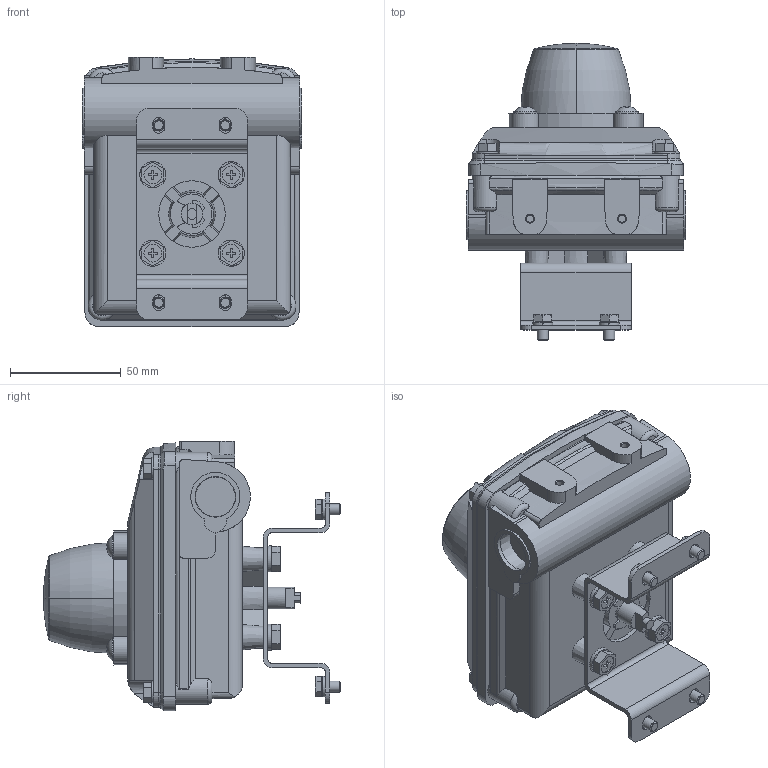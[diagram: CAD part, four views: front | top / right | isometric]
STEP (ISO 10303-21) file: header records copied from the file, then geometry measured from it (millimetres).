
FILE_DESCRIPTION(/* description */ ('STEP AP214'),/* implementation_level */ '2;1');
FILE_NAME(/* name */ '8137093_SRBC-CA3-YR90-MW-1-1WG-C2-EX6',/* time_stamp */ '2024-09-15T13:42:08+02:00',/* author */ ('License CC BY-ND 4.0'),/* organization */ ('CADENAS'),/* preprocessor_version */ 'ST-DEVELOPER v19.3',/* originating_system */ 'PARTsolutions',/* authorisation */ ' ');
FILE_SCHEMA (('AUTOMOTIVE_DESIGN {1 0 10303 214 3 1 1}'));
Length unit declared in the file: millimetre
Products named in the file (11): 8137093 SRBC-CA3-YR90-MW-1-1WG-C2-EX6---(90); 8137093 SRBC-CA3-YR90-MW-1-1WG-C2-EX6---(h); 406558 GB9074.12-M6x10-A2-70; 3636269 DARQ-K-X1-A1-F05-20-R1_bef; ISO 4017 M5x8(F); Spring lock washer DIN 127 A5.6; Spring lock washer DIN 127 A6; 3472483 SRBE; 8137093 SRBC-CA3-YR90-MW-1-1WG-C2-EX6---(s); 8137192 SASF-S4-DE_2---(housing0); 8137193 SACC-S4-T-part
Assembly tree (23 placements, depth 2):
  8137093 SRBC-CA3-YR90-MW-1-1WG-C2-EX6---(90)
    8137093 SRBC-CA3-YR90-MW-1-1WG-C2-EX6---(h)
    406558 GB9074.12-M6x10-A2-70  x4
    3636269 DARQ-K-X1-A1-F05-20-R1_bef
    ISO 4017 M5x8(F)  x4
    Spring lock washer DIN 127 A5.6  x4
    Spring lock washer DIN 127 A6  x4
    3472483 SRBE  x2
    8137093 SRBC-CA3-YR90-MW-1-1WG-C2-EX6---(s)
    8137192 SASF-S4-DE_2---(housing0)
    8137193 SACC-S4-T-part
Bounding box: 99.23 x 134.06 x 121.46 mm (x, y, z)
Volume: 545966.3 mm3; surface area: 107359 mm2
Topology: 23 solids, 23 shells, 856 faces, 2202 edges, 1445 vertices
Faces by surface type: plane 516, cylinder 205, cone 65, torus 55, sphere 15
Full cylindrical faces by diameter (mm): 3.242 x2, 4.917 x4, 5 x4, 6 x5, 6.5 x4, 6.88 x4, 8 x4, 8.865 x1, 9.778 x4, 9.88 x3, 18.376 x1, 30 x1, 36.322 x1, 41.91 x1, 56 x1
Entity records: 22168 total; most frequent: CARTESIAN_POINT 4106, DIRECTION 3602, ORIENTED_EDGE 3454, EDGE_CURVE 1727, AXIS2_PLACEMENT_3D 1324, VERTEX_POINT 1164, LINE 954, VECTOR 954
